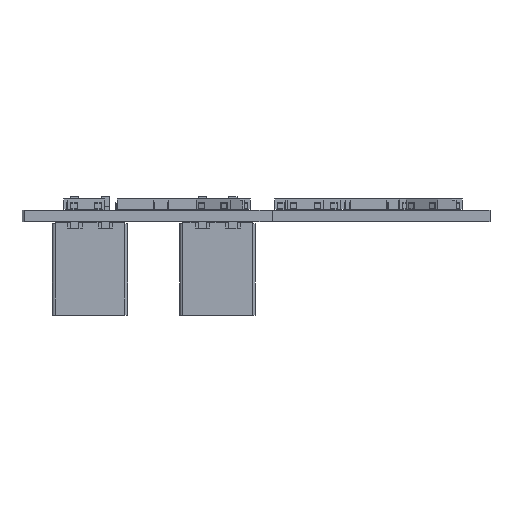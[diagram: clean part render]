
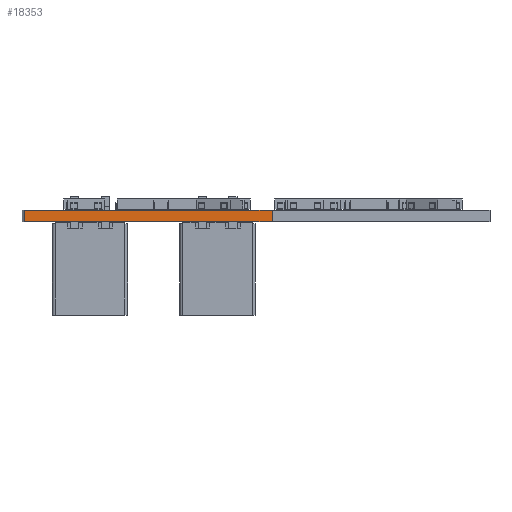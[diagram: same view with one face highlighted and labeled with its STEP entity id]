
A CAD part, left-side view. The second image highlights one B-rep face of the part: STEP entity #18353.
In plain terms, the highlighted planar face has unit normal (-1, 0, 0).
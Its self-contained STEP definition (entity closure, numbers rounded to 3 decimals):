
#15268 = PLANE('',#15269);
#15269 = AXIS2_PLACEMENT_3D('',#15270,#15271,#15272);
#15270 = CARTESIAN_POINT('',(153.303,-65.968,1.58));
#15271 = DIRECTION('',(-0.,-0.,-1.));
#15272 = DIRECTION('',(-1.,0.,0.));
#15322 = PLANE('',#15323);
#15323 = AXIS2_PLACEMENT_3D('',#15324,#15325,#15326);
#15324 = CARTESIAN_POINT('',(153.303,-65.968,0.));
#15325 = DIRECTION('',(-0.,-0.,-1.));
#15326 = DIRECTION('',(-1.,0.,0.));
#15571 = VERTEX_POINT('',#15572);
#15572 = CARTESIAN_POINT('',(67.716,-72.695,0.));
#15586 = PLANE('',#15587);
#15587 = AXIS2_PLACEMENT_3D('',#15588,#15589,#15590);
#15588 = CARTESIAN_POINT('',(96.672,-72.746,0.));
#15589 = DIRECTION('',(-0.002,-1.,0.));
#15590 = DIRECTION('',(-1.,0.002,0.));
#15598 = EDGE_CURVE('',#15571,#15599,#15601,.T.);
#15599 = VERTEX_POINT('',#15600);
#15600 = CARTESIAN_POINT('',(67.716,-38.557,0.));
#15601 = SURFACE_CURVE('',#15602,(#15606,#15613),.PCURVE_S1.);
#15602 = LINE('',#15603,#15604);
#15603 = CARTESIAN_POINT('',(67.716,-72.695,0.));
#15604 = VECTOR('',#15605,1.);
#15605 = DIRECTION('',(0.,1.,0.));
#15606 = PCURVE('',#15322,#15607);
#15607 = DEFINITIONAL_REPRESENTATION('',(#15608),#15612);
#15608 = LINE('',#15609,#15610);
#15609 = CARTESIAN_POINT('',(85.587,-6.727));
#15610 = VECTOR('',#15611,1.);
#15611 = DIRECTION('',(0.,1.));
#15612 = ( GEOMETRIC_REPRESENTATION_CONTEXT(2) 
PARAMETRIC_REPRESENTATION_CONTEXT() REPRESENTATION_CONTEXT('2D SPACE',''
  ) );
#15613 = PCURVE('',#15614,#15619);
#15614 = PLANE('',#15615);
#15615 = AXIS2_PLACEMENT_3D('',#15616,#15617,#15618);
#15616 = CARTESIAN_POINT('',(67.716,-72.695,0.));
#15617 = DIRECTION('',(-1.,0.,0.));
#15618 = DIRECTION('',(0.,1.,0.));
#15619 = DEFINITIONAL_REPRESENTATION('',(#15620),#15624);
#15620 = LINE('',#15621,#15622);
#15621 = CARTESIAN_POINT('',(0.,0.));
#15622 = VECTOR('',#15623,1.);
#15623 = DIRECTION('',(1.,0.));
#15624 = ( GEOMETRIC_REPRESENTATION_CONTEXT(2) 
PARAMETRIC_REPRESENTATION_CONTEXT() REPRESENTATION_CONTEXT('2D SPACE',''
  ) );
#15642 = PLANE('',#15643);
#15643 = AXIS2_PLACEMENT_3D('',#15644,#15645,#15646);
#15644 = CARTESIAN_POINT('',(67.716,-38.557,0.));
#15645 = DIRECTION('',(-0.004,1.,0.));
#15646 = DIRECTION('',(1.,0.004,0.));
#17046 = VERTEX_POINT('',#17047);
#17047 = CARTESIAN_POINT('',(67.716,-72.695,1.58));
#17068 = EDGE_CURVE('',#17046,#17069,#17071,.T.);
#17069 = VERTEX_POINT('',#17070);
#17070 = CARTESIAN_POINT('',(67.716,-38.557,1.58));
#17071 = SURFACE_CURVE('',#17072,(#17076,#17083),.PCURVE_S1.);
#17072 = LINE('',#17073,#17074);
#17073 = CARTESIAN_POINT('',(67.716,-72.695,1.58));
#17074 = VECTOR('',#17075,1.);
#17075 = DIRECTION('',(0.,1.,0.));
#17076 = PCURVE('',#15268,#17077);
#17077 = DEFINITIONAL_REPRESENTATION('',(#17078),#17082);
#17078 = LINE('',#17079,#17080);
#17079 = CARTESIAN_POINT('',(85.587,-6.727));
#17080 = VECTOR('',#17081,1.);
#17081 = DIRECTION('',(0.,1.));
#17082 = ( GEOMETRIC_REPRESENTATION_CONTEXT(2) 
PARAMETRIC_REPRESENTATION_CONTEXT() REPRESENTATION_CONTEXT('2D SPACE',''
  ) );
#17083 = PCURVE('',#15614,#17084);
#17084 = DEFINITIONAL_REPRESENTATION('',(#17085),#17089);
#17085 = LINE('',#17086,#17087);
#17086 = CARTESIAN_POINT('',(0.,-1.58));
#17087 = VECTOR('',#17088,1.);
#17088 = DIRECTION('',(1.,0.));
#17089 = ( GEOMETRIC_REPRESENTATION_CONTEXT(2) 
PARAMETRIC_REPRESENTATION_CONTEXT() REPRESENTATION_CONTEXT('2D SPACE',''
  ) );
#18303 = EDGE_CURVE('',#15599,#17069,#18304,.T.);
#18304 = SURFACE_CURVE('',#18305,(#18309,#18316),.PCURVE_S1.);
#18305 = LINE('',#18306,#18307);
#18306 = CARTESIAN_POINT('',(67.716,-38.557,0.));
#18307 = VECTOR('',#18308,1.);
#18308 = DIRECTION('',(0.,0.,1.));
#18309 = PCURVE('',#15642,#18310);
#18310 = DEFINITIONAL_REPRESENTATION('',(#18311),#18315);
#18311 = LINE('',#18312,#18313);
#18312 = CARTESIAN_POINT('',(0.,0.));
#18313 = VECTOR('',#18314,1.);
#18314 = DIRECTION('',(0.,-1.));
#18315 = ( GEOMETRIC_REPRESENTATION_CONTEXT(2) 
PARAMETRIC_REPRESENTATION_CONTEXT() REPRESENTATION_CONTEXT('2D SPACE',''
  ) );
#18316 = PCURVE('',#15614,#18317);
#18317 = DEFINITIONAL_REPRESENTATION('',(#18318),#18322);
#18318 = LINE('',#18319,#18320);
#18319 = CARTESIAN_POINT('',(34.138,0.));
#18320 = VECTOR('',#18321,1.);
#18321 = DIRECTION('',(0.,-1.));
#18322 = ( GEOMETRIC_REPRESENTATION_CONTEXT(2) 
PARAMETRIC_REPRESENTATION_CONTEXT() REPRESENTATION_CONTEXT('2D SPACE',''
  ) );
#18353 = ADVANCED_FACE('',(#18354),#15614,.T.);
#18354 = FACE_BOUND('',#18355,.T.);
#18355 = EDGE_LOOP('',(#18356,#18377,#18378,#18379));
#18356 = ORIENTED_EDGE('',*,*,#18357,.T.);
#18357 = EDGE_CURVE('',#15571,#17046,#18358,.T.);
#18358 = SURFACE_CURVE('',#18359,(#18363,#18370),.PCURVE_S1.);
#18359 = LINE('',#18360,#18361);
#18360 = CARTESIAN_POINT('',(67.716,-72.695,0.));
#18361 = VECTOR('',#18362,1.);
#18362 = DIRECTION('',(0.,0.,1.));
#18363 = PCURVE('',#15614,#18364);
#18364 = DEFINITIONAL_REPRESENTATION('',(#18365),#18369);
#18365 = LINE('',#18366,#18367);
#18366 = CARTESIAN_POINT('',(0.,0.));
#18367 = VECTOR('',#18368,1.);
#18368 = DIRECTION('',(0.,-1.));
#18369 = ( GEOMETRIC_REPRESENTATION_CONTEXT(2) 
PARAMETRIC_REPRESENTATION_CONTEXT() REPRESENTATION_CONTEXT('2D SPACE',''
  ) );
#18370 = PCURVE('',#15586,#18371);
#18371 = DEFINITIONAL_REPRESENTATION('',(#18372),#18376);
#18372 = LINE('',#18373,#18374);
#18373 = CARTESIAN_POINT('',(28.956,0.));
#18374 = VECTOR('',#18375,1.);
#18375 = DIRECTION('',(0.,-1.));
#18376 = ( GEOMETRIC_REPRESENTATION_CONTEXT(2) 
PARAMETRIC_REPRESENTATION_CONTEXT() REPRESENTATION_CONTEXT('2D SPACE',''
  ) );
#18377 = ORIENTED_EDGE('',*,*,#17068,.T.);
#18378 = ORIENTED_EDGE('',*,*,#18303,.F.);
#18379 = ORIENTED_EDGE('',*,*,#15598,.F.);
